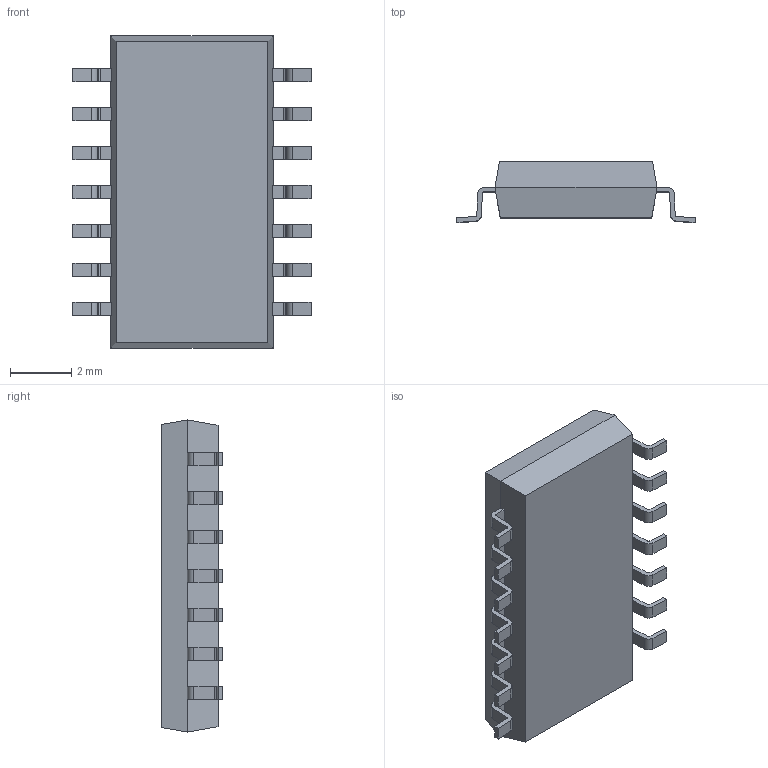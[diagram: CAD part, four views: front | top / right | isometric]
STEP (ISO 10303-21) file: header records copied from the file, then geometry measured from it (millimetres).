
FILE_DESCRIPTION (( 'STEP AP214' ), '1' );
FILE_NAME ('SN74AC04NSR.STEP', '2022-09-23T14:41:48', ( '' ), ( '' ), 'SwSTEP 2.0', 'SolidWorks 2017', '' );
FILE_SCHEMA (( 'AUTOMOTIVE_DESIGN' ));
Length unit declared in the file: millimetre
Products named in the file (1): SN74AC04NSR
Bounding box: 7.8 x 2 x 10.2 mm (x, y, z)
Volume: 97.2 mm3; surface area: 191.9 mm2
Topology: 16 solids, 16 shells, 213 faces, 536 edges, 356 vertices
Faces by surface type: plane 153, cylinder 60
Entity records: 6527 total; most frequent: CARTESIAN_POINT 1106, DIRECTION 1084, ORIENTED_EDGE 1072, EDGE_CURVE 536, VECTOR 416, LINE 416, VERTEX_POINT 356, AXIS2_PLACEMENT_3D 334
